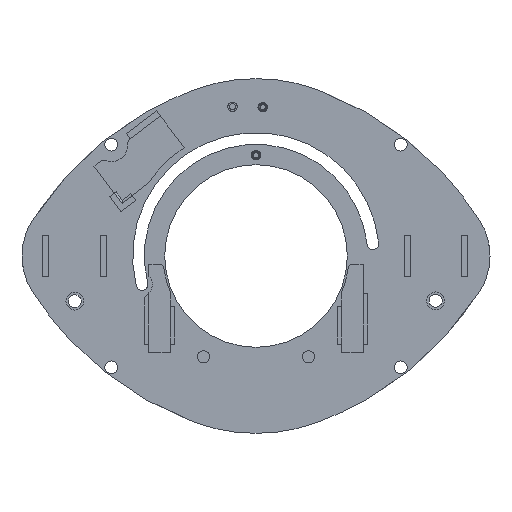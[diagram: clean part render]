
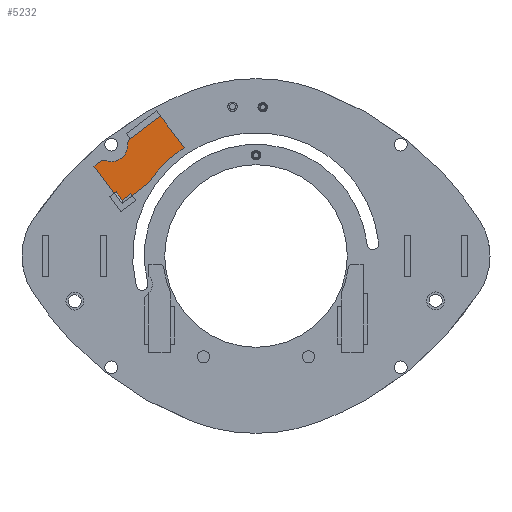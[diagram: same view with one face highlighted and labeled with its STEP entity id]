
A CAD part, front view. The second image highlights one B-rep face of the part: STEP entity #5232.
In plain terms, the highlighted planar face has unit normal (0, -1, 0).
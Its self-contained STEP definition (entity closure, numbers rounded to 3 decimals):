
#1722=CARTESIAN_POINT('',(0.,-5.,0.));
#1723=DIRECTION('',(0.,-1.,0.));
#1724=DIRECTION('',(-0.552,0.,0.834));
#1725=AXIS2_PLACEMENT_3D('',#1722,#1723,#1724);
#1727=DIRECTION('',(0.796,0.,0.605));
#1728=VECTOR('',#1727,4.709);
#1729=CARTESIAN_POINT('',(-29.507,-5.,14.4));
#1730=LINE('',#1729,#1728);
#1731=DIRECTION('',(0.605,0.,-0.796));
#1732=VECTOR('',#1731,0.5);
#1733=CARTESIAN_POINT('',(-29.809,-5.,14.798));
#1734=LINE('',#1733,#1732);
#1735=DIRECTION('',(0.796,0.,0.605));
#1736=VECTOR('',#1735,2.5);
#1737=CARTESIAN_POINT('',(-31.8,-5.,13.285));
#1738=LINE('',#1737,#1736);
#1739=DIRECTION('',(0.605,0.,-0.796));
#1740=VECTOR('',#1739,2.5);
#1741=CARTESIAN_POINT('',(-33.312,-5.,15.276));
#1742=LINE('',#1741,#1740);
#1743=DIRECTION('',(-0.796,0.,-0.605));
#1744=VECTOR('',#1743,0.5);
#1745=CARTESIAN_POINT('',(-33.312,-5.,15.276));
#1746=LINE('',#1745,#1744);
#1747=DIRECTION('',(0.605,0.,-0.796));
#1748=VECTOR('',#1747,8.089);
#1749=CARTESIAN_POINT('',(-38.605,-5.,21.413));
#1750=LINE('',#1749,#1748);
#1751=DIRECTION('',(-0.796,0.,-0.605));
#1752=VECTOR('',#1751,1.888);
#1753=CARTESIAN_POINT('',(-37.102,-5.,22.556));
#1754=LINE('',#1753,#1752);
#1755=CARTESIAN_POINT('',(-36.316,-5.,21.521));
#1756=DIRECTION('',(0.,-1.,0.));
#1757=DIRECTION('',(0.343,0.,0.939));
#1758=AXIS2_PLACEMENT_3D('',#1755,#1756,#1757);
#1760=CARTESIAN_POINT('',(-30.,-5.,27.956));
#1761=CARTESIAN_POINT('',(-30.123,-5.,27.862));
#1762=CARTESIAN_POINT('',(-30.316,-5.,27.653));
#1763=CARTESIAN_POINT('',(-30.499,-5.,27.247));
#1764=CARTESIAN_POINT('',(-30.524,-5.,26.963));
#1765=CARTESIAN_POINT('',(-30.512,-5.,26.814));
#1767=DIRECTION('',(-0.605,0.,0.796));
#1768=VECTOR('',#1767,9.475);
#1769=CARTESIAN_POINT('',(-17.103,-5.,25.855));
#1770=LINE('',#1769,#1768);
#1867=CARTESIAN_POINT('',(-34.5,-5.,26.5));
#1868=DIRECTION('',(0.,1.,0.));
#1869=DIRECTION('',(0.997,0.,0.079));
#1870=AXIS2_PLACEMENT_3D('',#1867,#1868,#1869);
#1916=DIRECTION('',(0.796,0.,0.605));
#1917=VECTOR('',#1916,9.);
#1918=CARTESIAN_POINT('',(-30.,-5.,27.956));
#1919=LINE('',#1918,#1917);
#2788=CARTESIAN_POINT('',(-22.834,-5.,33.4));
#2789=VERTEX_POINT('',#2788);
#2792=CARTESIAN_POINT('',(-38.605,-5.,21.413));
#2793=VERTEX_POINT('',#2792);
#2794=CARTESIAN_POINT('',(-33.312,-5.,15.276));
#2795=CARTESIAN_POINT('',(-31.8,-5.,13.285));
#2796=VERTEX_POINT('',#2794);
#2797=VERTEX_POINT('',#2795);
#2804=CARTESIAN_POINT('',(-29.809,-5.,14.798));
#2805=VERTEX_POINT('',#2804);
#2806=CARTESIAN_POINT('',(-29.507,-5.,14.4));
#2807=VERTEX_POINT('',#2806);
#2808=CARTESIAN_POINT('',(-33.711,-5.,14.973));
#2809=VERTEX_POINT('',#2808);
#2810=VERTEX_POINT('',#1760);
#2811=VERTEX_POINT('',#1765);
#2816=CARTESIAN_POINT('',(-35.87,-5.,22.742));
#2818=VERTEX_POINT('',#2816);
#2820=CARTESIAN_POINT('',(-37.102,-5.,22.556));
#2821=VERTEX_POINT('',#2820);
#2871=CARTESIAN_POINT('',(-17.103,-5.,25.855));
#2873=VERTEX_POINT('',#2871);
#2874=CARTESIAN_POINT('',(-25.757,-5.,17.25));
#2875=VERTEX_POINT('',#2874);
#5202=CARTESIAN_POINT('',(0.,-5.,0.));
#5203=DIRECTION('',(0.,-1.,0.));
#5204=DIRECTION('',(1.,0.,0.));
#5205=AXIS2_PLACEMENT_3D('',#5202,#5203,#5204);
#5206=PLANE('',#5205);
#5207=ORIENTED_EDGE('',*,*,#5179,.T.);
#5208=ORIENTED_EDGE('',*,*,#5165,.F.);
#5210=ORIENTED_EDGE('',*,*,#5209,.F.);
#5212=ORIENTED_EDGE('',*,*,#5211,.F.);
#5214=ORIENTED_EDGE('',*,*,#5213,.F.);
#5216=ORIENTED_EDGE('',*,*,#5215,.T.);
#5218=ORIENTED_EDGE('',*,*,#5217,.F.);
#5220=ORIENTED_EDGE('',*,*,#5219,.F.);
#5222=ORIENTED_EDGE('',*,*,#5221,.F.);
#5224=ORIENTED_EDGE('',*,*,#5223,.F.);
#5226=ORIENTED_EDGE('',*,*,#5225,.F.);
#5228=ORIENTED_EDGE('',*,*,#5227,.T.);
#5229=ORIENTED_EDGE('',*,*,#5190,.F.);
#5230=EDGE_LOOP('',(#5207,#5208,#5210,#5212,#5214,#5216,#5218,#5220,#5222,#5224,
#5226,#5228,#5229));
#5231=FACE_OUTER_BOUND('',#5230,.F.);
#5232=ADVANCED_FACE('',(#5231),#5206,.T.);
#1726=CIRCLE('',#1725,31.);
#1759=CIRCLE('',#1758,1.3);
#1766=B_SPLINE_CURVE_WITH_KNOTS('',3,(#1760,#1761,#1762,#1763,#1764,#1765),
.UNSPECIFIED.,.F.,.F.,(4,1,1,4),(0.,0.333,0.667,1.),
.UNSPECIFIED.);
#1871=CIRCLE('',#1870,4.);
#5165=EDGE_CURVE('',#2807,#2875,#1730,.T.);
#5179=EDGE_CURVE('',#2873,#2875,#1726,.T.);
#5190=EDGE_CURVE('',#2873,#2789,#1770,.T.);
#5209=EDGE_CURVE('',#2805,#2807,#1734,.T.);
#5211=EDGE_CURVE('',#2797,#2805,#1738,.T.);
#5213=EDGE_CURVE('',#2796,#2797,#1742,.T.);
#5215=EDGE_CURVE('',#2796,#2809,#1746,.T.);
#5217=EDGE_CURVE('',#2793,#2809,#1750,.T.);
#5219=EDGE_CURVE('',#2821,#2793,#1754,.T.);
#5221=EDGE_CURVE('',#2818,#2821,#1759,.T.);
#5223=EDGE_CURVE('',#2811,#2818,#1871,.T.);
#5225=EDGE_CURVE('',#2810,#2811,#1766,.T.);
#5227=EDGE_CURVE('',#2810,#2789,#1919,.T.);
